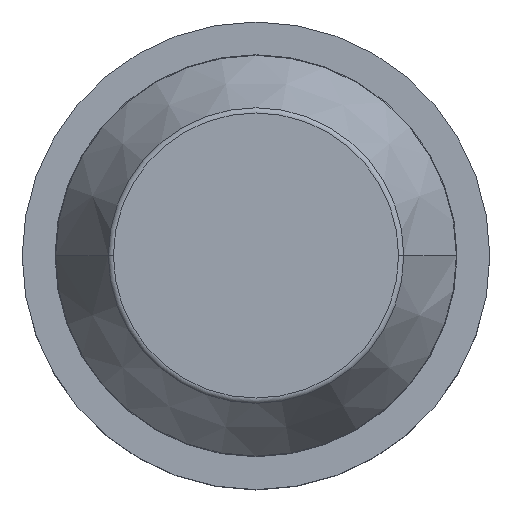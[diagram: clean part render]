
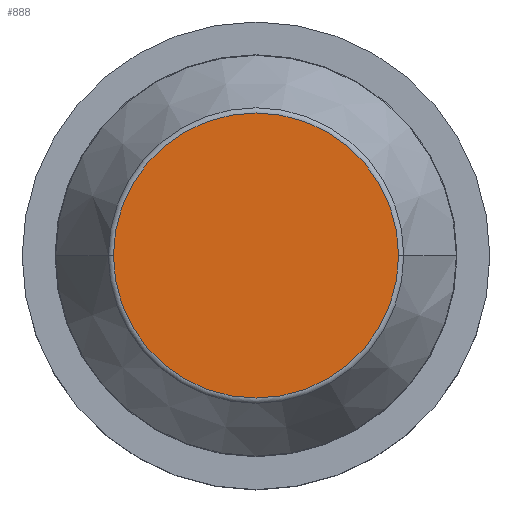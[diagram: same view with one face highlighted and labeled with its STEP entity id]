
A CAD part, top view. The second image highlights one B-rep face of the part: STEP entity #888.
In plain terms, the highlighted planar face has unit normal (0, 0, 1).
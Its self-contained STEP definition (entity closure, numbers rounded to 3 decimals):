
#278=CARTESIAN_POINT('',(0.,0.,35.));
#279=DIRECTION('',(0.,0.,1.));
#280=DIRECTION('',(-1.,0.,0.));
#281=AXIS2_PLACEMENT_3D('',#278,#279,#280);
#283=CARTESIAN_POINT('',(0.,0.,35.));
#284=DIRECTION('',(0.,0.,1.));
#285=DIRECTION('',(1.,0.,0.));
#286=AXIS2_PLACEMENT_3D('',#283,#284,#285);
#341=CARTESIAN_POINT('',(-2.438,0.,35.));
#342=CARTESIAN_POINT('',(2.438,0.,35.));
#343=VERTEX_POINT('',#341);
#344=VERTEX_POINT('',#342);
#878=CARTESIAN_POINT('',(0.,0.,35.));
#879=DIRECTION('',(0.,0.,1.));
#880=DIRECTION('',(1.,0.,0.));
#881=AXIS2_PLACEMENT_3D('',#878,#879,#880);
#882=PLANE('',#881);
#883=ORIENTED_EDGE('',*,*,#856,.F.);
#885=ORIENTED_EDGE('',*,*,#884,.F.);
#886=EDGE_LOOP('',(#883,#885));
#887=FACE_OUTER_BOUND('',#886,.F.);
#888=ADVANCED_FACE('',(#887),#882,.T.);
#282=CIRCLE('',#281,2.438);
#287=CIRCLE('',#286,2.438);
#856=EDGE_CURVE('',#343,#344,#282,.T.);
#884=EDGE_CURVE('',#344,#343,#287,.T.);
